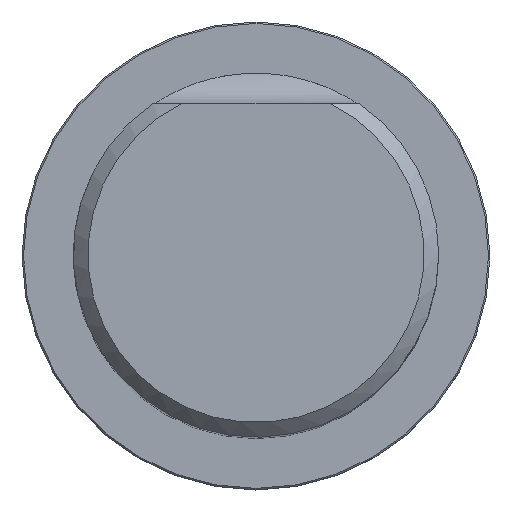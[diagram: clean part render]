
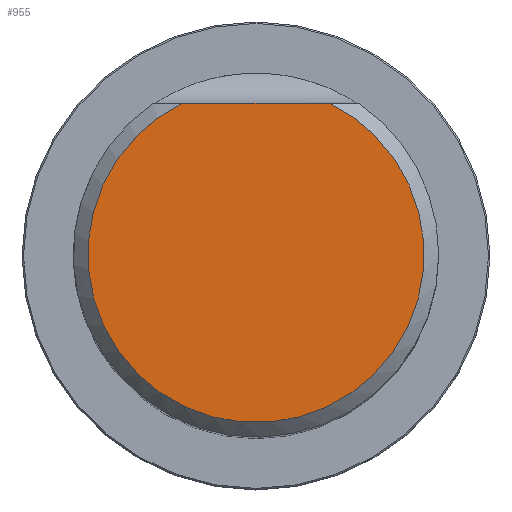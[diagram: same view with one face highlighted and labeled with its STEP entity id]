
A CAD part, top view. The second image highlights one B-rep face of the part: STEP entity #955.
In plain terms, the highlighted planar face has unit normal (0, 0, 1).
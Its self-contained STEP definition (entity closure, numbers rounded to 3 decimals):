
#286=PLANE('',#4976);
#426=LINE('',#7210,#664);
#664=VECTOR('',#5583,1.);
#955=ADVANCED_FACE('CU_SU_1',(#1288),#286,.T.);
#1288=FACE_OUTER_BOUND('',#1526,.T.);
#1526=EDGE_LOOP('',(#2238,#2239));
#1947=CIRCLE('',#4975,11.497);
#2238=ORIENTED_EDGE('',*,*,#4004,.F.);
#2239=ORIENTED_EDGE('',*,*,#4005,.F.);
#3519=VERTEX_POINT('',#7208);
#3520=VERTEX_POINT('',#7209);
#4004=EDGE_CURVE('',#3519,#3520,#1947,.T.);
#4005=EDGE_CURVE('',#3520,#3519,#426,.T.);
#4975=AXIS2_PLACEMENT_3D('',#7207,#5581,#5582);
#4976=AXIS2_PLACEMENT_3D('',#7211,#5584,#5585);
#5581=DIRECTION('',(0.,0.,-1.));
#5582=DIRECTION('',(1.,0.,0.));
#5583=DIRECTION('',(1.,0.,0.));
#5584=DIRECTION('',(0.,0.,1.));
#5585=DIRECTION('',(1.,0.,0.));
#7207=CARTESIAN_POINT('',(0.,0.,56.));
#7208=CARTESIAN_POINT('',(4.999,10.353,56.));
#7209=CARTESIAN_POINT('',(-4.999,10.353,56.));
#7210=CARTESIAN_POINT('',(-50.,10.353,56.));
#7211=CARTESIAN_POINT('',(0.,0.,56.));
